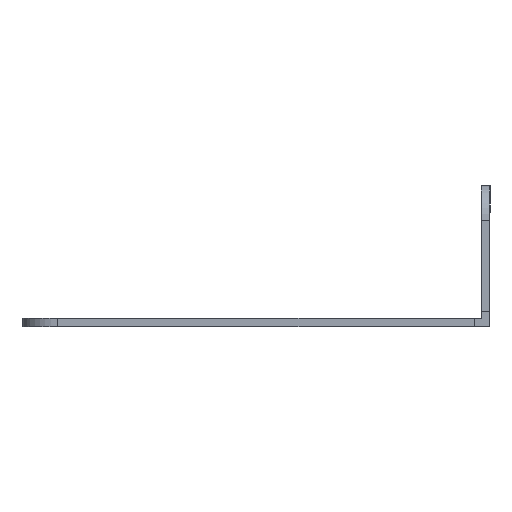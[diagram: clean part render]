
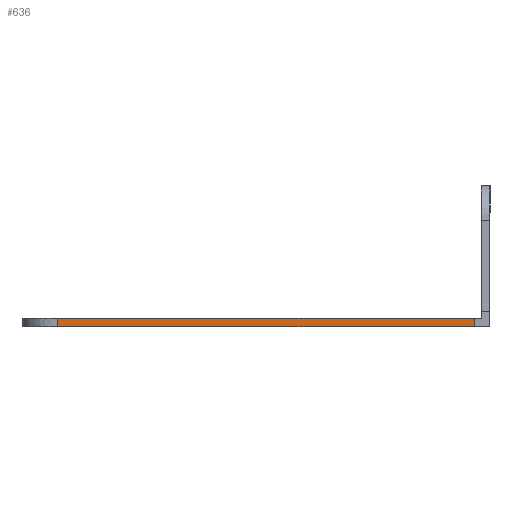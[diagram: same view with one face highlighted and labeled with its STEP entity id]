
A CAD part, left-side view. The second image highlights one B-rep face of the part: STEP entity #636.
In plain terms, the highlighted planar face has unit normal (-1, 0, 0).
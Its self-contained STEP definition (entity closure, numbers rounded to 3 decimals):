
#5 = CARTESIAN_POINT ( 'NONE',  ( -286.5, -31.9, -1.2 ) ) ;
#100 = CARTESIAN_POINT ( 'NONE',  ( -286.5, 31.9, 0. ) ) ;
#572 = VERTEX_POINT ( 'NONE', #2557 ) ;
#584 = AXIS2_PLACEMENT_3D ( 'NONE', #2045, #2861, #3101 ) ;
#607 = CARTESIAN_POINT ( 'NONE',  ( -286.5, 31.9, -1.2 ) ) ;
#636 = ADVANCED_FACE ( 'NONE', ( #1469 ), #1521, .T. ) ;
#640 = DIRECTION ( 'NONE',  ( 0., -1., 0. ) ) ;
#693 = VERTEX_POINT ( 'NONE', #3405 ) ;
#756 = EDGE_CURVE ( 'NONE', #943, #572, #1551, .T. ) ;
#943 = VERTEX_POINT ( 'NONE', #3419 ) ;
#1181 = EDGE_CURVE ( 'NONE', #693, #2935, #1879, .T. ) ;
#1189 = CARTESIAN_POINT ( 'NONE',  ( -286.5, 26.9, -1.2 ) ) ;
#1395 = ORIENTED_EDGE ( 'NONE', *, *, #1928, .T. ) ;
#1469 = FACE_OUTER_BOUND ( 'NONE', #2662, .T. ) ;
#1521 = PLANE ( 'NONE',  #584 ) ;
#1551 = LINE ( 'NONE', #100, #2508 ) ;
#1693 = VECTOR ( 'NONE', #2588, 1000. ) ;
#1721 = DIRECTION ( 'NONE',  ( 0., 0., -1. ) ) ;
#1777 = CARTESIAN_POINT ( 'NONE',  ( -286.5, -31.9, -1.2 ) ) ;
#1879 = LINE ( 'NONE', #607, #3488 ) ;
#1928 = EDGE_CURVE ( 'NONE', #943, #693, #3221, .T. ) ;
#2045 = CARTESIAN_POINT ( 'NONE',  ( -286.5, 31.9, -1.2 ) ) ;
#2174 = ORIENTED_EDGE ( 'NONE', *, *, #756, .F. ) ;
#2404 = LINE ( 'NONE', #1777, #1693 ) ;
#2508 = VECTOR ( 'NONE', #640, 1000. ) ;
#2518 = DIRECTION ( 'NONE',  ( 0., -1., 0. ) ) ;
#2557 = CARTESIAN_POINT ( 'NONE',  ( -286.5, -31.9, 0. ) ) ;
#2588 = DIRECTION ( 'NONE',  ( 0., 0., 1. ) ) ;
#2662 = EDGE_LOOP ( 'NONE', ( #2174, #1395, #2865, #2984 ) ) ;
#2752 = VECTOR ( 'NONE', #1721, 1000. ) ;
#2861 = DIRECTION ( 'NONE',  ( -1., 0., 0. ) ) ;
#2865 = ORIENTED_EDGE ( 'NONE', *, *, #1181, .T. ) ;
#2935 = VERTEX_POINT ( 'NONE', #5 ) ;
#2984 = ORIENTED_EDGE ( 'NONE', *, *, #3390, .T. ) ;
#3101 = DIRECTION ( 'NONE',  ( 0., 0., 1. ) ) ;
#3221 = LINE ( 'NONE', #1189, #2752 ) ;
#3390 = EDGE_CURVE ( 'NONE', #2935, #572, #2404, .T. ) ;
#3405 = CARTESIAN_POINT ( 'NONE',  ( -286.5, 26.9, -1.2 ) ) ;
#3419 = CARTESIAN_POINT ( 'NONE',  ( -286.5, 26.9, 0. ) ) ;
#3488 = VECTOR ( 'NONE', #2518, 1000. ) ;
